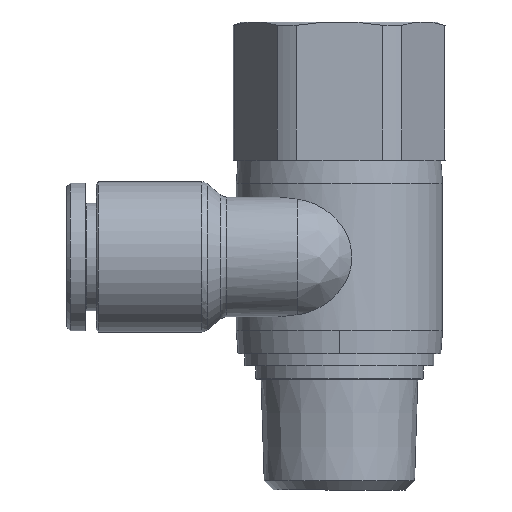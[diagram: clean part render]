
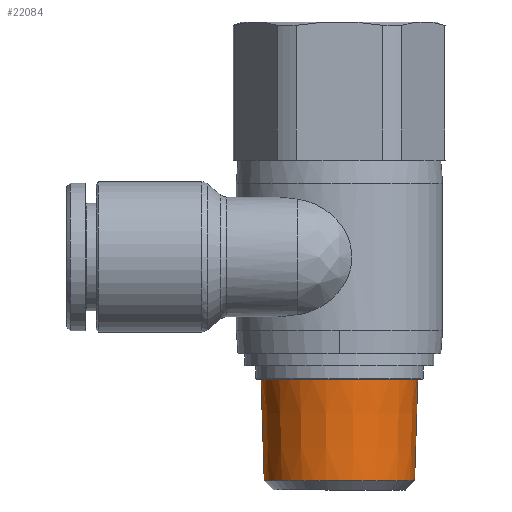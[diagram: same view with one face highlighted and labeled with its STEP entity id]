
A CAD part, left-side view. The second image highlights one B-rep face of the part: STEP entity #22084.
In plain terms, the highlighted conical face has half-angle 1.79 degrees and reference radius 8.508 mm.
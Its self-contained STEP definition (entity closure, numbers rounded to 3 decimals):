
#880 = DIRECTION ( 'NONE',  ( 1., 0., 0. ) ) ;
#984 = DIRECTION ( 'NONE',  ( 0., 0., -1. ) ) ;
#1180 = VECTOR ( 'NONE', #30027, 1000. ) ;
#1217 = ORIENTED_EDGE ( 'NONE', *, *, #17176, .F. ) ;
#1221 = DIRECTION ( 'NONE',  ( 1., 0., 0. ) ) ;
#3619 = DIRECTION ( 'NONE',  ( 0.031, 0., 1. ) ) ;
#3708 = VECTOR ( 'NONE', #3619, 1000. ) ;
#6614 = LINE ( 'NONE', #13016, #3708 ) ;
#7378 = LINE ( 'NONE', #16209, #1180 ) ;
#8589 = VERTEX_POINT ( 'NONE', #24613 ) ;
#9593 = CARTESIAN_POINT ( 'NONE',  ( 5.6, 8.5, -13.3 ) ) ;
#10076 = CARTESIAN_POINT ( 'NONE',  ( 14.107, 8.5, -13.3 ) ) ;
#10309 = CARTESIAN_POINT ( 'NONE',  ( 5.6, 8.5, -13.3 ) ) ;
#11945 = DIRECTION ( 'NONE',  ( 0., 0., -1. ) ) ;
#12325 = EDGE_LOOP ( 'NONE', ( #1217, #14063, #12836, #25265 ) ) ;
#12803 = VERTEX_POINT ( 'NONE', #25545 ) ;
#12836 = ORIENTED_EDGE ( 'NONE', *, *, #19335, .T. ) ;
#13016 = CARTESIAN_POINT ( 'NONE',  ( 14.107, 8.5, -13.3 ) ) ;
#14063 = ORIENTED_EDGE ( 'NONE', *, *, #16780, .F. ) ;
#14096 = VERTEX_POINT ( 'NONE', #10076 ) ;
#15260 = AXIS2_PLACEMENT_3D ( 'NONE', #9593, #11945, #16642 ) ;
#16208 = CIRCLE ( 'NONE', #29575, 8.164 ) ;
#16209 = CARTESIAN_POINT ( 'NONE',  ( -2.907, 8.5, -13.3 ) ) ;
#16642 = DIRECTION ( 'NONE',  ( 1., 0., 0. ) ) ;
#16780 = EDGE_CURVE ( 'NONE', #8589, #12803, #16208, .T. ) ;
#16935 = CARTESIAN_POINT ( 'NONE',  ( 5.6, 8.5, -24.3 ) ) ;
#16997 = CONICAL_SURFACE ( 'NONE', #17342, 8.507, 0.031 ) ;
#17176 = EDGE_CURVE ( 'NONE', #12803, #25839, #7378, .T. ) ;
#17342 = AXIS2_PLACEMENT_3D ( 'NONE', #10309, #22223, #1221 ) ;
#18492 = EDGE_CURVE ( 'NONE', #14096, #25839, #22939, .T. ) ;
#19335 = EDGE_CURVE ( 'NONE', #8589, #14096, #6614, .T. ) ;
#22084 = ADVANCED_FACE ( 'NONE', ( #23149 ), #16997, .T. ) ;
#22223 = DIRECTION ( 'NONE',  ( 0., 0., 1. ) ) ;
#22939 = CIRCLE ( 'NONE', #15260, 8.507 ) ;
#23149 = FACE_OUTER_BOUND ( 'NONE', #12325, .T. ) ;
#24613 = CARTESIAN_POINT ( 'NONE',  ( 13.764, 8.5, -24.3 ) ) ;
#25265 = ORIENTED_EDGE ( 'NONE', *, *, #18492, .T. ) ;
#25545 = CARTESIAN_POINT ( 'NONE',  ( -2.564, 8.5, -24.3 ) ) ;
#25839 = VERTEX_POINT ( 'NONE', #29410 ) ;
#29410 = CARTESIAN_POINT ( 'NONE',  ( -2.907, 8.5, -13.3 ) ) ;
#29575 = AXIS2_PLACEMENT_3D ( 'NONE', #16935, #984, #880 ) ;
#30027 = DIRECTION ( 'NONE',  ( -0.031, 0., 1. ) ) ;
